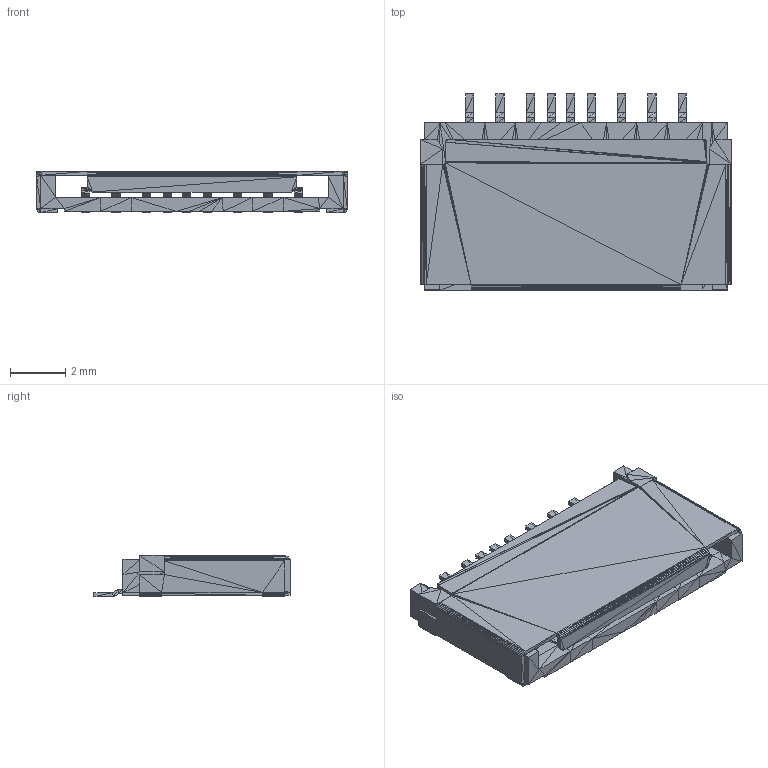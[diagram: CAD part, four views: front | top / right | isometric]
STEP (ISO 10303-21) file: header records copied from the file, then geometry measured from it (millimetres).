
FILE_DESCRIPTION(('LCKiConverter Model lckicad.xtoolbox.org','uuid: Std:3823ea8d84554b13afdc570898395c54'),'2;1');
FILE_NAME('TF-SMD_TF-06A.step','2024-09-09T17:32:31.021Z',('LCEDA'),( ''),'LCKiConverter','LCKiConverter','');
FILE_SCHEMA(('AUTOMOTIVE_DESIGN { 1 0 10303 214 1 1 1 1 }'));
Length unit declared in the file: millimetre
Products named in the file (1): TF-SMD_TF-06A
Bounding box: 11.25 x 7.1 x 1.5 mm (x, y, z)
Surface area: 346.1 mm2 (no closed solid volume)
Topology: 0 solids, 2 shells, 2286 faces, 3427 edges, 1129 vertices
Faces by surface type: plane 2286
Entity records: 46872 total; most frequent: DIRECTION 8001, ORIENTED_EDGE 6858, CARTESIAN_POINT 6843, EDGE_CURVE 3427, LINE 3427, VECTOR 3427, AXIS2_PLACEMENT_3D 2287, ADVANCED_FACE 2286
